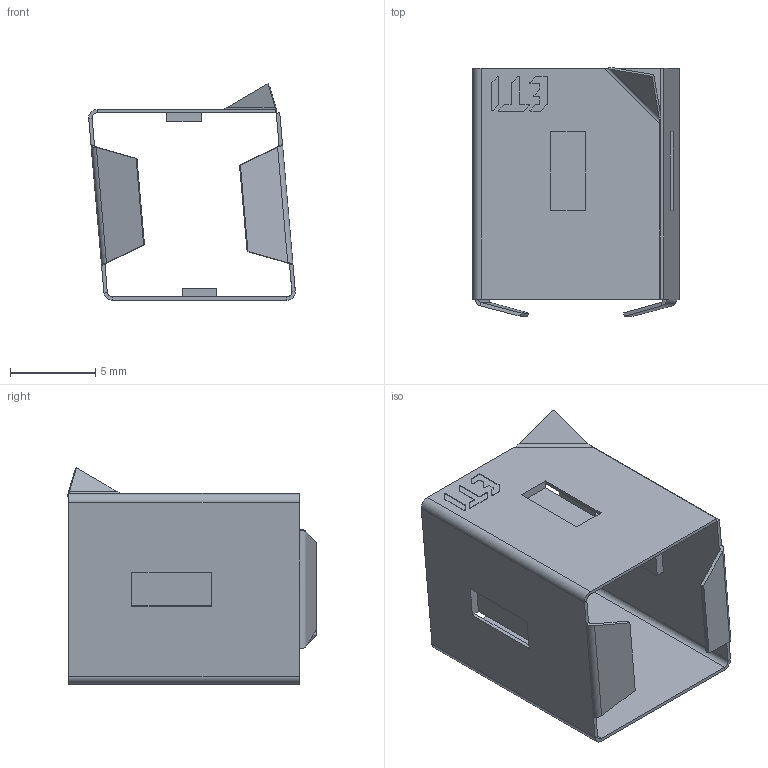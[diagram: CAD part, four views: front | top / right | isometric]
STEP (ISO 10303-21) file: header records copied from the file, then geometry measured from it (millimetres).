
FILE_DESCRIPTION((''),'2;1');
FILE_NAME('POSEBNO_DRZALO_ASM','2021-05-10T',('marketing.praksa'),('Audax d.o.o.'),'CREO PARAMETRIC BY PTC INC, 2017480','CREO PARAMETRIC BY PTC INC, 2017480','');
FILE_SCHEMA(('AUTOMOTIVE_DESIGN { 1 0 10303 214 1 1 1 1 }'));
Products named in the file (3): PRT9496; PRT9497; POSEBNO_DRZALO_ASM
Assembly tree (2 placements, depth 2):
  POSEBNO_DRZALO_ASM
    PRT9496
    PRT9497
Bounding box: 12.08 x 14.54 x 12.66 mm (x, y, z)
Volume: 124.9 mm3; surface area: 1297.7 mm2
Topology: 4 solids, 4 shells, 203 faces, 536 edges, 336 vertices
Faces by surface type: plane 137, cylinder 60, bspline 6
Entity records: 9783 total; most frequent: CARTESIAN_POINT 1396, ORIENTED_EDGE 1072, DIRECTION 1036, PRESENTATION_STYLE_ASSIGNMENT 743, STYLED_ITEM 743, CURVE_STYLE 536, EDGE_CURVE 536, VECTOR 416
